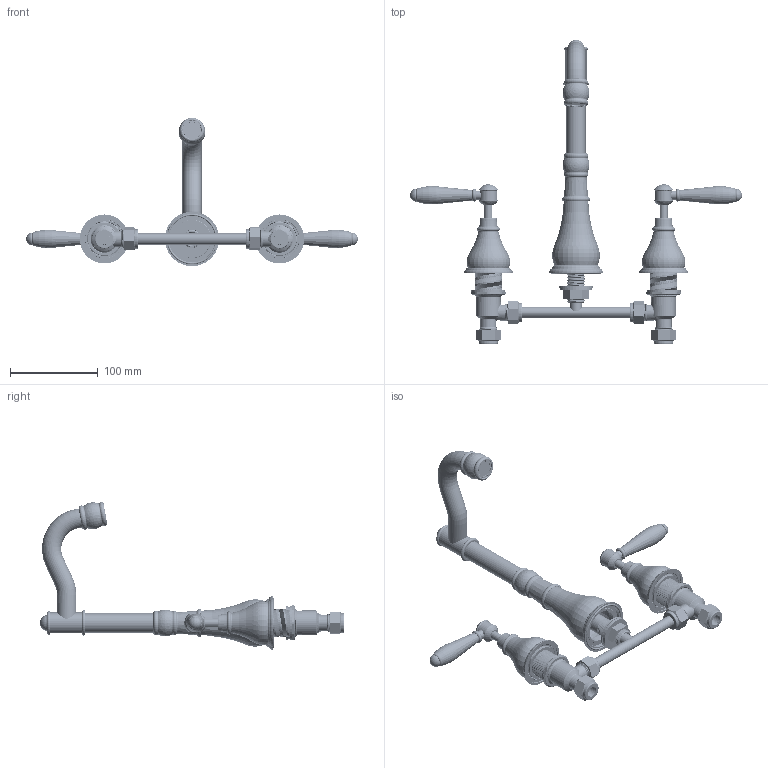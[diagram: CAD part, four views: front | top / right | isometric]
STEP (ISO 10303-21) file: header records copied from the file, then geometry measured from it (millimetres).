
FILE_DESCRIPTION (( 'STEP AP203' ), '1' );
FILE_NAME ('MV1040LCHPE.STEP', '2020-02-27T00:33:35', ( 'Windows 蚚誧' ), ( '' ), 'SwSTEP 2.0', 'SolidWorks 2019', '' );
FILE_SCHEMA (( 'CONFIG_CONTROL_DESIGN' ));
Length unit declared in the file: millimetre
Products named in the file (56): 臟賙M21.5X1堤阨厙; 22嘉萎醱髓爾諉奪; 邧參醱髓奪釱郪; 28.5X22.5X1.5綻祧菜え; 5-8辦羲概郋-110酗; 175忒梟裝簽; 22古典厨房直管焊接管; 170豜肣諉奪郪 R02001Z03; M05001P00  呿蹋縐杶; M4x5 囀鞠褒す傷蹟佪; 110快开插齿G58阀芯（30.5阀盖）; 175枎棟忒梟裝; 囀鞠褒潑芛蹟佪M5x12 (G12090G00); MV1040ACHE; MV三通面盆底帽; 22嘉萎醱髓奪ㄗ爾諉ㄘ; MV22堤阨奪蟀諉璃; Z19021D00  邧參翋极; G1-2醱髓酗諉芛; 17x2 O型圈-D14; M16x1 22奪爾諉芛; 18x1.5 O型圈; MV插齿陶瓷一字手轮; 双把110快开面盆主体组(配陶瓷手柄）; 58x2.5 O型圈 - UA70MV三通底帽; MV22堤阨奪蟀諉璃ㄗ郪ㄘ;    M70ZS00C     MV醱髓笘欶 ; G03097P00   呿蹋鞠褒簽; G03009C00  邧參鞠褒簽; MV双把面盆钟罩组件; MV22古典出水管装饰圈; MV堤阨奪蚾庉芛; 醱髓荎宒郪; 邧參醱髓褒概郪; 辦羲30.5坶踡蹟譫; MV堤阨諳; MV邧參珨趼忒謫釱; M16X1 22奪爾諉簽;    M70ZS01C     MV醱髓笘欶蚾庉簽; R02002Z00  12.7豜肣奪 ...
Assembly tree (82 placements, depth 5):
  MV1040LCHPE
    双把110快开面盆主体组(配陶瓷手柄）
      邧參醱髓翋极郪
        邧參醱髓褒概郪
          Z19021D00  邧參翋极
          G03008C00   概极匐褒簽  x2
          40X32X1.5呿蹋菜え  x2
          G03009C00  邧參鞠褒簽  x2
          M05001P00  呿蹋縐杶  x2
        邧參醱髓褒概郪
          Z19021D00  邧參翋极
          G03008C00   概极匐褒簽  x2
          40X32X1.5呿蹋菜え  x2
          G03009C00  邧參鞠褒簽  x2
          M05001P00  呿蹋縐杶  x2
        170豜肣諉奪郪 R02001Z03
          R02002Z00  12.7豜肣奪
          G07010C00  豜肣奪爾諉芛
      110快开插齿G58阀芯（30.5阀盖）
        5-8辦羲概郋-110酗
        辦羲30.5坶踡蹟譫
        28.5X22.5X1.5綻祧菜え
      110快开插齿G58阀芯（30.5阀盖）
        5-8辦羲概郋-110酗
        辦羲30.5坶踡蹟譫
        28.5X22.5X1.5綻祧菜え
      MV双把面盆钟罩组件
           M70ZS00C     MV醱髓笘欶 
           M70ZS01C     MV醱髓笘欶蚾庉簽
      MV双把面盆钟罩组件
           M70ZS00C     MV醱髓笘欶 
           M70ZS01C     MV醱髓笘欶蚾庉簽
      MV插齿陶瓷一字手轮
        MV邧參珨趼忒謫釱
        囀鞠褒潑芛蹟佪M5x12 (G12090G00)
        175忒梟裝芛
        175忒梟蟀諉裝
        175枎棟忒梟裝
        175忒梟裝簽
      MV插齿陶瓷一字手轮
        MV邧參珨趼忒謫釱
        囀鞠褒潑芛蹟佪M5x12 (G12090G00)
        175忒梟裝芛
        175忒梟蟀諉裝
        175枎棟忒梟裝
        175忒梟裝簽
    邧參醱髓奪釱郪
          M70ZS02C     MV醱髓堤阨奪釱
      MV三通面盆底帽
      G1-2醱髓酗諉芛
      18x1.5 O型圈
      G03097P00   呿蹋鞠褒簽
      菜え
      M4x5 囀鞠褒す傷蹟佪
      58x2.5 O型圈 - UA70MV三通底帽
    MV1040ACHE
      醱髓荎宒郪
        22古典厨房直管（焊接）
          22古典厨房直管焊接管
          M16x1 22奪爾諉芛  x2
Bounding box: 379 x 347.21 x 169.23 mm (x, y, z)
Volume: 319548.4 mm3; surface area: 273398.3 mm2
Topology: 65 solids, 65 shells, 2886 faces, 7518 edges, 4861 vertices
Faces by surface type: cylinder 1386, plane 619, cone 420, torus 222, bspline 219, sphere 20
Entity records: 118264 total; most frequent: CARTESIAN_POINT 74095, ORIENTED_EDGE 8636, DIRECTION 7231, EDGE_CURVE 4318, AXIS2_PLACEMENT_3D 2937, VERTEX_POINT 2797, EDGE_LOOP 1833, ADVANCED_FACE 1682
